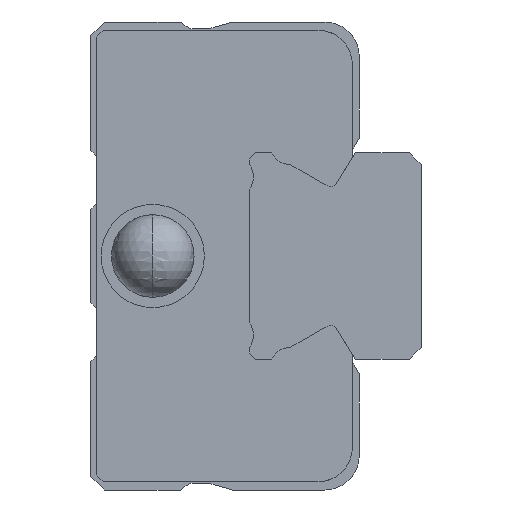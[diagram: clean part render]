
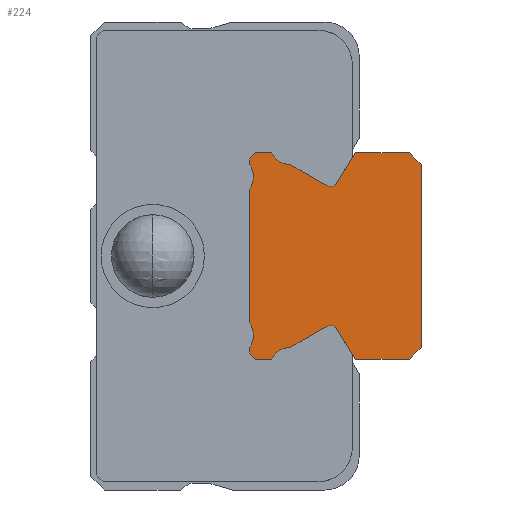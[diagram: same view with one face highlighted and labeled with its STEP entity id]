
A CAD part, left-side view. The second image highlights one B-rep face of the part: STEP entity #224.
In plain terms, the highlighted planar face has unit normal (-1, 0, 0).
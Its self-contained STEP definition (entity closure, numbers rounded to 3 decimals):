
#224 = ADVANCED_FACE( '', ( #483 ), #484, .F. );
#483 = FACE_OUTER_BOUND( '', #885, .T. );
#484 = PLANE( '', #886 );
#885 = EDGE_LOOP( '', ( #1576, #1577, #1578, #1579, #1580, #1581, #1582, #1583, #1584, #1585, #1586, #1587, #1588, #1589, #1590, #1591, #1592, #1593, #1594, #1595, #1596, #1597 ) );
#886 = AXIS2_PLACEMENT_3D( '', #1598, #1599, #1600 );
#1576 = ORIENTED_EDGE( '', *, *, #2823, .F. );
#1577 = ORIENTED_EDGE( '', *, *, #2760, .F. );
#1578 = ORIENTED_EDGE( '', *, *, #2764, .F. );
#1579 = ORIENTED_EDGE( '', *, *, #2767, .F. );
#1580 = ORIENTED_EDGE( '', *, *, #2770, .F. );
#1581 = ORIENTED_EDGE( '', *, *, #2773, .F. );
#1582 = ORIENTED_EDGE( '', *, *, #2776, .F. );
#1583 = ORIENTED_EDGE( '', *, *, #2779, .F. );
#1584 = ORIENTED_EDGE( '', *, *, #2782, .F. );
#1585 = ORIENTED_EDGE( '', *, *, #2785, .F. );
#1586 = ORIENTED_EDGE( '', *, *, #2788, .F. );
#1587 = ORIENTED_EDGE( '', *, *, #2791, .F. );
#1588 = ORIENTED_EDGE( '', *, *, #2794, .F. );
#1589 = ORIENTED_EDGE( '', *, *, #2797, .F. );
#1590 = ORIENTED_EDGE( '', *, *, #2800, .F. );
#1591 = ORIENTED_EDGE( '', *, *, #2803, .F. );
#1592 = ORIENTED_EDGE( '', *, *, #2806, .F. );
#1593 = ORIENTED_EDGE( '', *, *, #2809, .F. );
#1594 = ORIENTED_EDGE( '', *, *, #2812, .F. );
#1595 = ORIENTED_EDGE( '', *, *, #2815, .F. );
#1596 = ORIENTED_EDGE( '', *, *, #2818, .F. );
#1597 = ORIENTED_EDGE( '', *, *, #2821, .F. );
#1598 = CARTESIAN_POINT( '', ( -12.5, 0., 0. ) );
#1599 = DIRECTION( '', ( 1., 0., 0. ) );
#1600 = DIRECTION( '', ( 0., 0., -1. ) );
#2760 = EDGE_CURVE( '', #3290, #3292, #3293, .T. );
#2764 = EDGE_CURVE( '', #3297, #3290, #3299, .T. );
#2767 = EDGE_CURVE( '', #3302, #3297, #3304, .T. );
#2770 = EDGE_CURVE( '', #3307, #3302, #3309, .T. );
#2773 = EDGE_CURVE( '', #3312, #3307, #3314, .T. );
#2776 = EDGE_CURVE( '', #3317, #3312, #3319, .T. );
#2779 = EDGE_CURVE( '', #3322, #3317, #3324, .T. );
#2782 = EDGE_CURVE( '', #3327, #3322, #3329, .T. );
#2785 = EDGE_CURVE( '', #3332, #3327, #3334, .T. );
#2788 = EDGE_CURVE( '', #3337, #3332, #3339, .T. );
#2791 = EDGE_CURVE( '', #3342, #3337, #3344, .T. );
#2794 = EDGE_CURVE( '', #3347, #3342, #3349, .T. );
#2797 = EDGE_CURVE( '', #3352, #3347, #3354, .T. );
#2800 = EDGE_CURVE( '', #3357, #3352, #3359, .T. );
#2803 = EDGE_CURVE( '', #3362, #3357, #3364, .T. );
#2806 = EDGE_CURVE( '', #3367, #3362, #3369, .T. );
#2809 = EDGE_CURVE( '', #3372, #3367, #3374, .T. );
#2812 = EDGE_CURVE( '', #3377, #3372, #3379, .T. );
#2815 = EDGE_CURVE( '', #3382, #3377, #3384, .T. );
#2818 = EDGE_CURVE( '', #3387, #3382, #3389, .T. );
#2821 = EDGE_CURVE( '', #3392, #3387, #3394, .T. );
#2823 = EDGE_CURVE( '', #3292, #3392, #3396, .T. );
#3290 = VERTEX_POINT( '', #4112 );
#3292 = VERTEX_POINT( '', #4115 );
#3293 = LINE( '', #4116, #4117 );
#3297 = VERTEX_POINT( '', #4123 );
#3299 = LINE( '', #4126, #4127 );
#3302 = VERTEX_POINT( '', #4130 );
#3304 = CIRCLE( '', #4133, 0.7 );
#3307 = VERTEX_POINT( '', #4137 );
#3309 = LINE( '', #4140, #4141 );
#3312 = VERTEX_POINT( '', #4144 );
#3314 = CIRCLE( '', #4147, 1.45 );
#3317 = VERTEX_POINT( '', #4151 );
#3319 = LINE( '', #4154, #4155 );
#3322 = VERTEX_POINT( '', #4159 );
#3324 = LINE( '', #4162, #4163 );
#3327 = VERTEX_POINT( '', #4167 );
#3329 = LINE( '', #4170, #4171 );
#3332 = VERTEX_POINT( '', #4174 );
#3334 = CIRCLE( '', #4177, 1.45 );
#3337 = VERTEX_POINT( '', #4181 );
#3339 = LINE( '', #4184, #4185 );
#3342 = VERTEX_POINT( '', #4188 );
#3344 = CIRCLE( '', #4191, 1.45 );
#3347 = VERTEX_POINT( '', #4195 );
#3349 = LINE( '', #4198, #4199 );
#3352 = VERTEX_POINT( '', #4203 );
#3354 = LINE( '', #4206, #4207 );
#3357 = VERTEX_POINT( '', #4211 );
#3359 = LINE( '', #4214, #4215 );
#3362 = VERTEX_POINT( '', #4218 );
#3364 = CIRCLE( '', #4221, 1.45 );
#3367 = VERTEX_POINT( '', #4225 );
#3369 = LINE( '', #4228, #4229 );
#3372 = VERTEX_POINT( '', #4232 );
#3374 = CIRCLE( '', #4235, 0.7 );
#3377 = VERTEX_POINT( '', #4239 );
#3379 = LINE( '', #4242, #4243 );
#3382 = VERTEX_POINT( '', #4247 );
#3384 = LINE( '', #4250, #4251 );
#3387 = VERTEX_POINT( '', #4255 );
#3389 = LINE( '', #4258, #4259 );
#3392 = VERTEX_POINT( '', #4263 );
#3394 = LINE( '', #4266, #4267 );
#3396 = LINE( '', #4270, #4271 );
#4112 = CARTESIAN_POINT( '', ( -12.5, 4.767, 7.5 ) );
#4115 = CARTESIAN_POINT( '', ( -12.5, 0.85, 7.5 ) );
#4116 = CARTESIAN_POINT( '', ( -12.5, 4.767, 7.5 ) );
#4117 = VECTOR( '', #5265, 1. );
#4123 = CARTESIAN_POINT( '', ( -12.5, 6.21, 5.16 ) );
#4126 = CARTESIAN_POINT( '', ( -12.5, 6.21, 5.16 ) );
#4127 = VECTOR( '', #5269, 1. );
#4130 = CARTESIAN_POINT( '', ( -12.5, 6.93, 5.16 ) );
#4133 = AXIS2_PLACEMENT_3D( '', #5274, #5275, #5276 );
#4137 = CARTESIAN_POINT( '', ( -12.5, 9.545, 6.657 ) );
#4140 = CARTESIAN_POINT( '', ( -12.5, 9.545, 6.657 ) );
#4141 = VECTOR( '', #5279, 1. );
#4144 = CARTESIAN_POINT( '', ( -12.5, 10.862, 7.5 ) );
#4147 = AXIS2_PLACEMENT_3D( '', #5284, #5285, #5286 );
#4151 = CARTESIAN_POINT( '', ( -12.5, 12.05, 7.5 ) );
#4154 = CARTESIAN_POINT( '', ( -12.5, 12.05, 7.5 ) );
#4155 = VECTOR( '', #5289, 1. );
#4159 = CARTESIAN_POINT( '', ( -12.5, 12.5, 7.05 ) );
#4162 = CARTESIAN_POINT( '', ( -12.5, 12.5, 7.05 ) );
#4163 = VECTOR( '', #5292, 1. );
#4167 = CARTESIAN_POINT( '', ( -12.5, 12.5, 6.666 ) );
#4170 = CARTESIAN_POINT( '', ( -12.5, 12.5, 6.666 ) );
#4171 = VECTOR( '', #5295, 1. );
#4174 = CARTESIAN_POINT( '', ( -12.5, 12.5, 4.844 ) );
#4177 = AXIS2_PLACEMENT_3D( '', #5300, #5301, #5302 );
#4181 = CARTESIAN_POINT( '', ( -12.5, 12.5, -4.844 ) );
#4184 = CARTESIAN_POINT( '', ( -12.5, 12.5, -4.844 ) );
#4185 = VECTOR( '', #5305, 1. );
#4188 = CARTESIAN_POINT( '', ( -12.5, 12.5, -6.666 ) );
#4191 = AXIS2_PLACEMENT_3D( '', #5310, #5311, #5312 );
#4195 = CARTESIAN_POINT( '', ( -12.5, 12.5, -7.05 ) );
#4198 = CARTESIAN_POINT( '', ( -12.5, 12.5, -7.05 ) );
#4199 = VECTOR( '', #5315, 1. );
#4203 = CARTESIAN_POINT( '', ( -12.5, 12.05, -7.5 ) );
#4206 = CARTESIAN_POINT( '', ( -12.5, 12.05, -7.5 ) );
#4207 = VECTOR( '', #5318, 1. );
#4211 = CARTESIAN_POINT( '', ( -12.5, 10.862, -7.5 ) );
#4214 = CARTESIAN_POINT( '', ( -12.5, 10.862, -7.5 ) );
#4215 = VECTOR( '', #5321, 1. );
#4218 = CARTESIAN_POINT( '', ( -12.5, 9.545, -6.657 ) );
#4221 = AXIS2_PLACEMENT_3D( '', #5326, #5327, #5328 );
#4225 = CARTESIAN_POINT( '', ( -12.5, 6.93, -5.16 ) );
#4228 = CARTESIAN_POINT( '', ( -12.5, 6.93, -5.16 ) );
#4229 = VECTOR( '', #5331, 1. );
#4232 = CARTESIAN_POINT( '', ( -12.5, 6.21, -5.16 ) );
#4235 = AXIS2_PLACEMENT_3D( '', #5336, #5337, #5338 );
#4239 = CARTESIAN_POINT( '', ( -12.5, 4.767, -7.5 ) );
#4242 = CARTESIAN_POINT( '', ( -12.5, 4.767, -7.5 ) );
#4243 = VECTOR( '', #5341, 1. );
#4247 = CARTESIAN_POINT( '', ( -12.5, 0.85, -7.5 ) );
#4250 = CARTESIAN_POINT( '', ( -12.5, 0.85, -7.5 ) );
#4251 = VECTOR( '', #5344, 1. );
#4255 = CARTESIAN_POINT( '', ( -12.5, 0., -6.65 ) );
#4258 = CARTESIAN_POINT( '', ( -12.5, 0., -6.65 ) );
#4259 = VECTOR( '', #5347, 1. );
#4263 = CARTESIAN_POINT( '', ( -12.5, 0., 6.65 ) );
#4266 = CARTESIAN_POINT( '', ( -12.5, 0., 6.65 ) );
#4267 = VECTOR( '', #5350, 1. );
#4270 = CARTESIAN_POINT( '', ( -12.5, 0.85, 7.5 ) );
#4271 = VECTOR( '', #5352, 1. );
#5265 = DIRECTION( '', ( 0., -1., 0. ) );
#5269 = DIRECTION( '', ( 0., -0.525, 0.851 ) );
#5274 = CARTESIAN_POINT( '', ( -12.5, 6.57, 5.76 ) );
#5275 = DIRECTION( '', ( -1., 0., 0. ) );
#5276 = DIRECTION( '', ( 0., 0.514, -0.858 ) );
#5279 = DIRECTION( '', ( 0., -0.868, -0.497 ) );
#5284 = CARTESIAN_POINT( '', ( -12.5, 9.545, 8.107 ) );
#5285 = DIRECTION( '', ( -1., 0., 0. ) );
#5286 = DIRECTION( '', ( 0., 0.908, -0.419 ) );
#5289 = DIRECTION( '', ( 0., -1., 0. ) );
#5292 = DIRECTION( '', ( 0., -0.707, 0.707 ) );
#5295 = DIRECTION( '', ( 0., 0., 1. ) );
#5300 = CARTESIAN_POINT( '', ( -12.5, 13.628, 5.755 ) );
#5301 = DIRECTION( '', ( -1., 0., 0. ) );
#5302 = DIRECTION( '', ( 0., -0.778, -0.628 ) );
#5305 = DIRECTION( '', ( 0., 0., 1. ) );
#5310 = CARTESIAN_POINT( '', ( -12.5, 13.628, -5.755 ) );
#5311 = DIRECTION( '', ( -1., 0., 0. ) );
#5312 = DIRECTION( '', ( 0., -0.778, -0.628 ) );
#5315 = DIRECTION( '', ( 0., 0., 1. ) );
#5318 = DIRECTION( '', ( 0., 0.707, 0.707 ) );
#5321 = DIRECTION( '', ( 0., 1., 0. ) );
#5326 = CARTESIAN_POINT( '', ( -12.5, 9.545, -8.107 ) );
#5327 = DIRECTION( '', ( -1., 0., 0. ) );
#5328 = DIRECTION( '', ( 0., 0., 1. ) );
#5331 = DIRECTION( '', ( 0., 0.868, -0.497 ) );
#5336 = CARTESIAN_POINT( '', ( -12.5, 6.57, -5.76 ) );
#5337 = DIRECTION( '', ( -1., 0., 0. ) );
#5338 = DIRECTION( '', ( 0., -0.514, 0.858 ) );
#5341 = DIRECTION( '', ( 0., 0.525, 0.851 ) );
#5344 = DIRECTION( '', ( 0., 1., 0. ) );
#5347 = DIRECTION( '', ( 0., 0.707, -0.707 ) );
#5350 = DIRECTION( '', ( 0., 0., -1. ) );
#5352 = DIRECTION( '', ( 0., -0.707, -0.707 ) );
